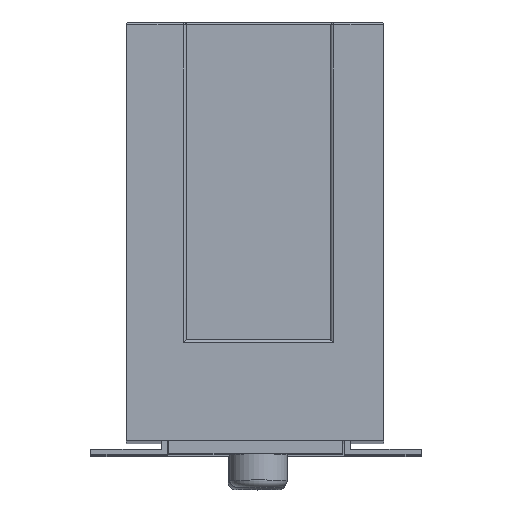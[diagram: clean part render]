
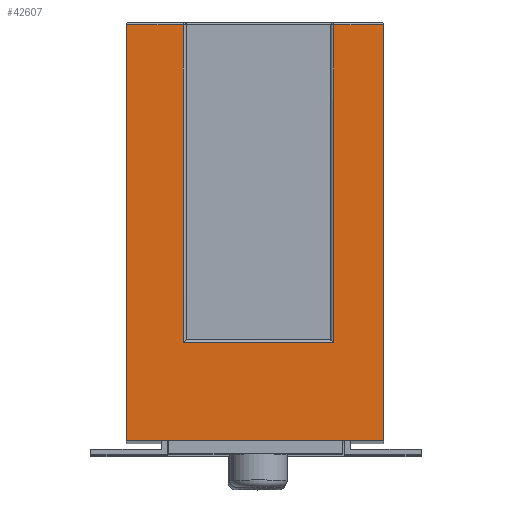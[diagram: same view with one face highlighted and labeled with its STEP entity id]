
A CAD part, top view. The second image highlights one B-rep face of the part: STEP entity #42607.
In plain terms, the highlighted planar face has unit normal (0, 0, 1).
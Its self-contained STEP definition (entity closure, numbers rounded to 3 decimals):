
#1061=FACE_OUTER_BOUND('',#3380,.T.);
#3380=EDGE_LOOP('',(#29465,#29466,#29467,#29468,#29469,#29470,#29471,#29472));
#5942=LINE('',#61477,#11871);
#5969=LINE('',#61542,#11898);
#5970=LINE('',#61544,#11899);
#5971=LINE('',#61546,#11900);
#5972=LINE('',#61547,#11901);
#5973=LINE('',#61549,#11902);
#5974=LINE('',#61551,#11903);
#5975=LINE('',#61552,#11904);
#11871=VECTOR('',#47766,10.);
#11898=VECTOR('',#47827,10.);
#11899=VECTOR('',#47828,10.);
#11900=VECTOR('',#47829,10.);
#11901=VECTOR('',#47830,10.);
#11902=VECTOR('',#47831,10.);
#11903=VECTOR('',#47832,10.);
#11904=VECTOR('',#47833,10.);
#17800=VERTEX_POINT('',#61473);
#17802=VERTEX_POINT('',#61476);
#17822=VERTEX_POINT('',#61540);
#17823=VERTEX_POINT('',#61541);
#17824=VERTEX_POINT('',#61543);
#17825=VERTEX_POINT('',#61545);
#17826=VERTEX_POINT('',#61548);
#17827=VERTEX_POINT('',#61550);
#22268=EDGE_CURVE('',#17802,#17800,#5942,.T.);
#22297=EDGE_CURVE('',#17822,#17823,#5969,.T.);
#22298=EDGE_CURVE('',#17824,#17822,#5970,.T.);
#22299=EDGE_CURVE('',#17824,#17825,#5971,.T.);
#22300=EDGE_CURVE('',#17825,#17802,#5972,.T.);
#22301=EDGE_CURVE('',#17826,#17800,#5973,.T.);
#22302=EDGE_CURVE('',#17827,#17826,#5974,.T.);
#22303=EDGE_CURVE('',#17823,#17827,#5975,.T.);
#29465=ORIENTED_EDGE('',*,*,#22297,.F.);
#29466=ORIENTED_EDGE('',*,*,#22298,.F.);
#29467=ORIENTED_EDGE('',*,*,#22299,.T.);
#29468=ORIENTED_EDGE('',*,*,#22300,.T.);
#29469=ORIENTED_EDGE('',*,*,#22268,.T.);
#29470=ORIENTED_EDGE('',*,*,#22301,.F.);
#29471=ORIENTED_EDGE('',*,*,#22302,.F.);
#29472=ORIENTED_EDGE('',*,*,#22303,.F.);
#40345=PLANE('',#44834);
#42607=ADVANCED_FACE('',(#1061),#40345,.T.);
#44834=AXIS2_PLACEMENT_3D('',#61539,#47825,#47826);
#47766=DIRECTION('',(0.,1.,0.));
#47825=DIRECTION('center_axis',(0.,0.,1.));
#47826=DIRECTION('ref_axis',(1.,0.,0.));
#47827=DIRECTION('',(0.,-1.,0.));
#47828=DIRECTION('',(1.,0.,0.));
#47829=DIRECTION('',(0.,-1.,0.));
#47830=DIRECTION('',(1.,0.,0.));
#47831=DIRECTION('',(1.,0.,0.));
#47832=DIRECTION('',(0.,1.,0.));
#47833=DIRECTION('',(1.,0.,0.));
#61473=CARTESIAN_POINT('',(11.293,20.4,53.593));
#61476=CARTESIAN_POINT('',(11.293,6.,53.593));
#61477=CARTESIAN_POINT('',(11.293,6.,53.593));
#61539=CARTESIAN_POINT('Origin',(6.843,13.25,53.593));
#61540=CARTESIAN_POINT('',(4.364,20.4,53.593));
#61541=CARTESIAN_POINT('',(4.364,9.4,53.593));
#61542=CARTESIAN_POINT('',(4.364,11.375,53.593));
#61543=CARTESIAN_POINT('',(2.393,20.4,53.593));
#61544=CARTESIAN_POINT('',(9.068,20.4,53.593));
#61545=CARTESIAN_POINT('',(2.393,6.,53.593));
#61546=CARTESIAN_POINT('',(2.393,20.5,53.593));
#61547=CARTESIAN_POINT('',(-12.607,6.,53.593));
#61548=CARTESIAN_POINT('',(9.564,20.4,53.593));
#61549=CARTESIAN_POINT('',(9.068,20.4,53.593));
#61550=CARTESIAN_POINT('',(9.564,9.4,53.593));
#61551=CARTESIAN_POINT('',(9.564,16.875,53.593));
#61552=CARTESIAN_POINT('',(8.153,9.4,53.593));
